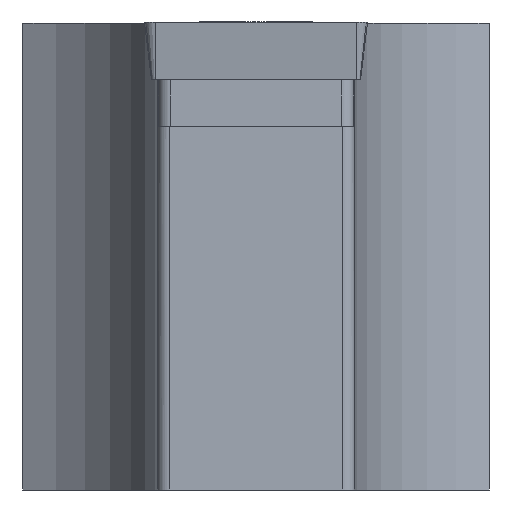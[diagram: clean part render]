
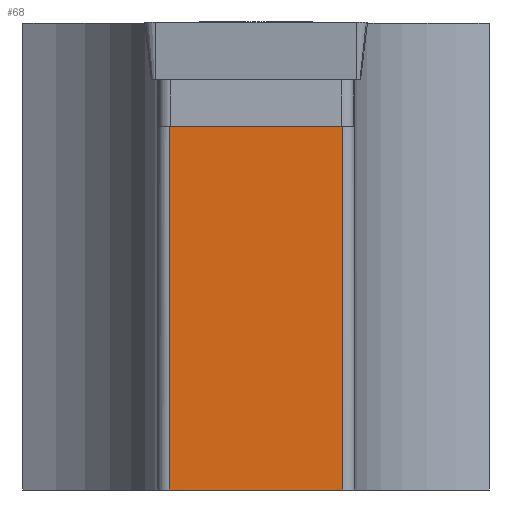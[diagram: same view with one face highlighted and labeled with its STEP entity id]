
A CAD part, left-side view. The second image highlights one B-rep face of the part: STEP entity #68.
In plain terms, the highlighted planar face has unit normal (-1, 0, 0).
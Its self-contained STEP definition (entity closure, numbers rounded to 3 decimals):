
#47=PLANE('',#569);
#68=ADVANCED_FACE('',(#103),#47,.F.);
#103=FACE_OUTER_BOUND('',#132,.T.);
#132=EDGE_LOOP('',(#275,#276,#277,#278));
#162=LINE('',#776,#215);
#165=LINE('',#788,#218);
#166=LINE('',#790,#219);
#167=LINE('',#792,#220);
#215=VECTOR('',#619,1.);
#218=VECTOR('',#630,1.);
#219=VECTOR('',#631,1.);
#220=VECTOR('',#632,1.);
#275=ORIENTED_EDGE('',*,*,#475,.F.);
#276=ORIENTED_EDGE('',*,*,#476,.T.);
#277=ORIENTED_EDGE('',*,*,#477,.F.);
#278=ORIENTED_EDGE('',*,*,#469,.F.);
#418=VERTEX_POINT('',#774);
#420=VERTEX_POINT('',#777);
#425=VERTEX_POINT('',#789);
#426=VERTEX_POINT('',#791);
#469=EDGE_CURVE('',#418,#420,#162,.T.);
#475=EDGE_CURVE('',#425,#418,#165,.T.);
#476=EDGE_CURVE('',#425,#426,#166,.T.);
#477=EDGE_CURVE('',#420,#426,#167,.T.);
#569=AXIS2_PLACEMENT_3D('',#793,#633,#634);
#619=DIRECTION('',(0.,0.,-1.));
#630=DIRECTION('',(0.,-1.,0.));
#631=DIRECTION('',(0.,0.,-1.));
#632=DIRECTION('',(0.,1.,0.));
#633=DIRECTION('',(1.,0.,0.));
#634=DIRECTION('',(0.,1.,0.));
#774=CARTESIAN_POINT('',(1.263,-21.95,-7.05));
#776=CARTESIAN_POINT('',(1.263,-21.95,-43.9));
#777=CARTESIAN_POINT('',(1.263,-21.95,-32.));
#788=CARTESIAN_POINT('',(1.263,-21.95,-7.05));
#789=CARTESIAN_POINT('',(1.262,-10.05,-7.05));
#790=CARTESIAN_POINT('',(1.263,-10.05,-43.9));
#791=CARTESIAN_POINT('',(1.262,-10.05,-32.));
#792=CARTESIAN_POINT('',(1.263,-21.95,-32.));
#793=CARTESIAN_POINT('',(1.263,-21.95,-43.9));
